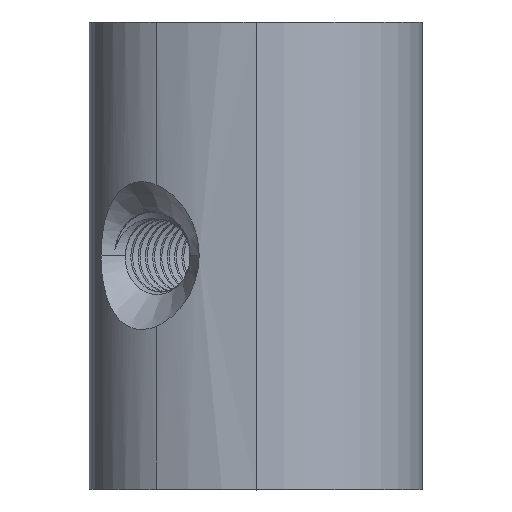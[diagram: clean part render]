
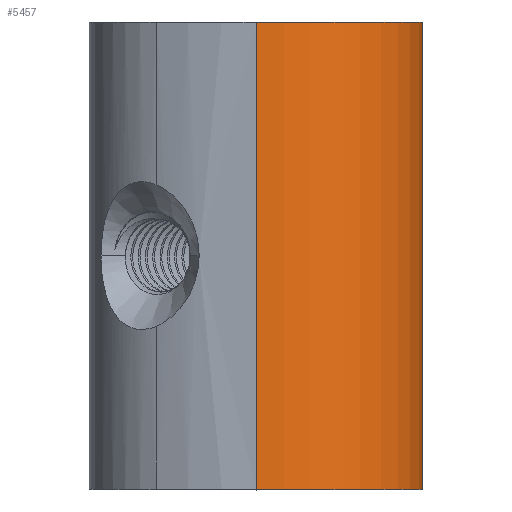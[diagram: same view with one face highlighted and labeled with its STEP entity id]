
A CAD part, top view. The second image highlights one B-rep face of the part: STEP entity #5457.
In plain terms, the highlighted cylindrical face has radius 5.715 mm (diameter 11.43 mm), a partial arc.
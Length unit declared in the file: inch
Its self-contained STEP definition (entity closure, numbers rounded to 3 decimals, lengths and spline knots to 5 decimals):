
#133 = LINE ( 'NONE', #1709, #2358 ) ;
#134 = AXIS2_PLACEMENT_3D ( 'NONE', #4031, #2889, #4704 ) ;
#632 = DIRECTION ( 'NONE',  ( 0., 1., 0. ) ) ;
#1215 = ORIENTED_EDGE ( 'NONE', *, *, #2493, .F. ) ;
#1709 = CARTESIAN_POINT ( 'NONE',  ( 0., 0.31496, -0.8175 ) ) ;
#1855 = CARTESIAN_POINT ( 'NONE',  ( 0., -0.31496, -0.8175 ) ) ;
#1888 = CYLINDRICAL_SURFACE ( 'NONE', #6891, 0.225 ) ;
#2210 = VERTEX_POINT ( 'NONE', #6552 ) ;
#2235 = LINE ( 'NONE', #3934, #7597 ) ;
#2358 = VECTOR ( 'NONE', #5318, 39.37008 ) ;
#2418 = EDGE_LOOP ( 'NONE', ( #3602, #3559, #1215, #7438 ) ) ;
#2452 = VERTEX_POINT ( 'NONE', #1855 ) ;
#2493 = EDGE_CURVE ( 'NONE', #5911, #2210, #7720, .T. ) ;
#2889 = DIRECTION ( 'NONE',  ( 0., 1., 0. ) ) ;
#3121 = FACE_OUTER_BOUND ( 'NONE', #2418, .T. ) ;
#3130 = CARTESIAN_POINT ( 'NONE',  ( 0., 0.31496, -1.0425 ) ) ;
#3559 = ORIENTED_EDGE ( 'NONE', *, *, #6315, .F. ) ;
#3602 = ORIENTED_EDGE ( 'NONE', *, *, #7288, .T. ) ;
#3641 = EDGE_CURVE ( 'NONE', #5911, #2452, #133, .T. ) ;
#3934 = CARTESIAN_POINT ( 'NONE',  ( 0.20205, 0.31496, -1.1415 ) ) ;
#3949 = CARTESIAN_POINT ( 'NONE',  ( 0.20205, -0.31496, -1.1415 ) ) ;
#3951 = CIRCLE ( 'NONE', #134, 0.225 ) ;
#4031 = CARTESIAN_POINT ( 'NONE',  ( 0., -0.31496, -1.0425 ) ) ;
#4704 = DIRECTION ( 'NONE',  ( 0., 0., 1. ) ) ;
#4926 = DIRECTION ( 'NONE',  ( 0., 0., 1. ) ) ;
#4929 = CARTESIAN_POINT ( 'NONE',  ( 0., 0.31496, -1.0425 ) ) ;
#5318 = DIRECTION ( 'NONE',  ( 0., -1., 0. ) ) ;
#5457 = ADVANCED_FACE ( 'NONE', ( #3121 ), #1888, .T. ) ;
#5786 = DIRECTION ( 'NONE',  ( 0., -1., 0. ) ) ;
#5911 = VERTEX_POINT ( 'NONE', #7814 ) ;
#6157 = DIRECTION ( 'NONE',  ( 0., 0., -1. ) ) ;
#6315 = EDGE_CURVE ( 'NONE', #2210, #7059, #2235, .T. ) ;
#6373 = AXIS2_PLACEMENT_3D ( 'NONE', #3130, #632, #4926 ) ;
#6552 = CARTESIAN_POINT ( 'NONE',  ( 0.20205, 0.31496, -1.1415 ) ) ;
#6891 = AXIS2_PLACEMENT_3D ( 'NONE', #4929, #7339, #6157 ) ;
#7059 = VERTEX_POINT ( 'NONE', #3949 ) ;
#7288 = EDGE_CURVE ( 'NONE', #2452, #7059, #3951, .T. ) ;
#7339 = DIRECTION ( 'NONE',  ( 0., -1., 0. ) ) ;
#7438 = ORIENTED_EDGE ( 'NONE', *, *, #3641, .T. ) ;
#7597 = VECTOR ( 'NONE', #5786, 39.37008 ) ;
#7720 = CIRCLE ( 'NONE', #6373, 0.225 ) ;
#7814 = CARTESIAN_POINT ( 'NONE',  ( 0., 0.31496, -0.8175 ) ) ;
